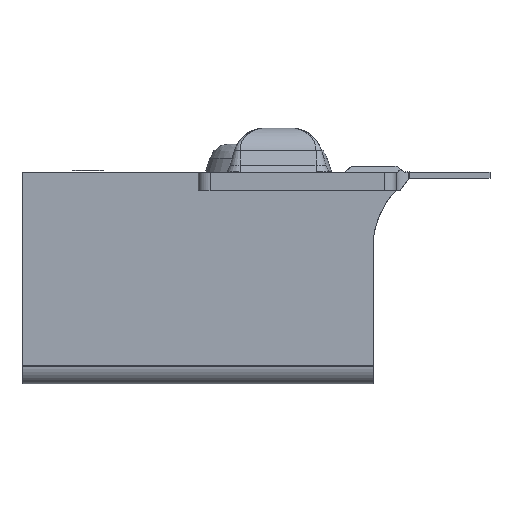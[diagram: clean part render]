
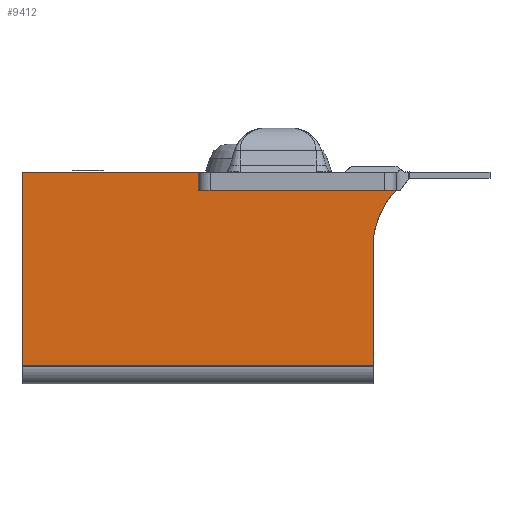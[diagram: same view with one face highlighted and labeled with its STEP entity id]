
A CAD part, left-side view. The second image highlights one B-rep face of the part: STEP entity #9412.
In plain terms, the highlighted planar face has unit normal (1, 0, 0).
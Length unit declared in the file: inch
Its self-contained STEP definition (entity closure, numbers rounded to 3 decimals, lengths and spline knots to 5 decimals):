
#793 = LINE ( 'NONE', #9525, #3108 ) ;
#1037 = VERTEX_POINT ( 'NONE', #14081 ) ;
#2184 = PLANE ( 'NONE',  #14190 ) ;
#2238 = DIRECTION ( 'NONE',  ( 1., 0., 0. ) ) ;
#2662 = ORIENTED_EDGE ( 'NONE', *, *, #14588, .T. ) ;
#3017 = CARTESIAN_POINT ( 'NONE',  ( -0.17922, 0.09557, -0.26667 ) ) ;
#3108 = VECTOR ( 'NONE', #13307, 39.37008 ) ;
#3144 = LINE ( 'NONE', #10783, #3180 ) ;
#3180 = VECTOR ( 'NONE', #12059, 39.37008 ) ;
#3329 = LINE ( 'NONE', #8162, #13251 ) ;
#4199 = CARTESIAN_POINT ( 'NONE',  ( -0.17922, 0.12345, -0.6702 ) ) ;
#4230 = CARTESIAN_POINT ( 'NONE',  ( -0.17922, 1.00145, -0.6702 ) ) ;
#4256 = CARTESIAN_POINT ( 'NONE',  ( -0.17922, 0.12112, -0.33178 ) ) ;
#4705 = CARTESIAN_POINT ( 'NONE',  ( -0.17922, 0.12345, -0.6702 ) ) ;
#4794 = ORIENTED_EDGE ( 'NONE', *, *, #14744, .T. ) ;
#4866 = ORIENTED_EDGE ( 'NONE', *, *, #15836, .T. ) ;
#5011 = VERTEX_POINT ( 'NONE', #9708 ) ;
#5902 = CARTESIAN_POINT ( 'NONE',  ( -0.17922, 1.00145, -0.1852 ) ) ;
#5909 = VERTEX_POINT ( 'NONE', #4230 ) ;
#6102 = B_SPLINE_CURVE_WITH_KNOTS ( 'NONE', 3,
 ( #9337, #13068, #3017, #11856, #4256, #13127 ),
 .UNSPECIFIED., .F., .F.,
 ( 4, 2, 4 ),
 ( 0., 0.5, 1. ),
 .UNSPECIFIED. ) ;
#6455 = FACE_OUTER_BOUND ( 'NONE', #14839, .T. ) ;
#6800 = VERTEX_POINT ( 'NONE', #4199 ) ;
#6907 = DIRECTION ( 'NONE',  ( 0., 0., 1. ) ) ;
#7063 = LINE ( 'NONE', #12204, #7156 ) ;
#7156 = VECTOR ( 'NONE', #11744, 39.37008 ) ;
#7422 = EDGE_CURVE ( 'NONE', #6800, #5909, #7063, .T. ) ;
#8106 = ORIENTED_EDGE ( 'NONE', *, *, #14611, .T. ) ;
#8162 = CARTESIAN_POINT ( 'NONE',  ( -0.17922, 1.00145, -0.6702 ) ) ;
#9337 = CARTESIAN_POINT ( 'NONE',  ( -0.17922, 0.06645, -0.23033 ) ) ;
#9399 = VERTEX_POINT ( 'NONE', #5902 ) ;
#9412 = ADVANCED_FACE ( 'NONE', ( #6455 ), #2184, .T. ) ;
#9525 = CARTESIAN_POINT ( 'NONE',  ( -0.17922, 0.06645, -0.1852 ) ) ;
#9708 = CARTESIAN_POINT ( 'NONE',  ( -0.17922, 0.12345, -0.3552 ) ) ;
#9783 = CARTESIAN_POINT ( 'NONE',  ( -0.17922, 0.06645, -0.6702 ) ) ;
#10783 = CARTESIAN_POINT ( 'NONE',  ( -0.17922, 0.06645, -0.6702 ) ) ;
#10957 = LINE ( 'NONE', #4705, #16226 ) ;
#11021 = DIRECTION ( 'NONE',  ( 0., 0., -1. ) ) ;
#11660 = CARTESIAN_POINT ( 'NONE',  ( -0.17922, 0.06645, -0.1852 ) ) ;
#11744 = DIRECTION ( 'NONE',  ( 0., 1., 0. ) ) ;
#11856 = CARTESIAN_POINT ( 'NONE',  ( -0.17922, 0.11508, -0.30939 ) ) ;
#12059 = DIRECTION ( 'NONE',  ( 0., 0., -1. ) ) ;
#12204 = CARTESIAN_POINT ( 'NONE',  ( -0.17922, 0.06645, -0.6702 ) ) ;
#12270 = EDGE_CURVE ( 'NONE', #16189, #1037, #3144, .T. ) ;
#13068 = CARTESIAN_POINT ( 'NONE',  ( -0.17922, 0.0826, -0.24741 ) ) ;
#13127 = CARTESIAN_POINT ( 'NONE',  ( -0.17922, 0.12345, -0.3552 ) ) ;
#13251 = VECTOR ( 'NONE', #6907, 39.37008 ) ;
#13307 = DIRECTION ( 'NONE',  ( 0., -1., 0. ) ) ;
#13579 = DIRECTION ( 'NONE',  ( 0., 0., -1. ) ) ;
#14081 = CARTESIAN_POINT ( 'NONE',  ( -0.17922, 0.06645, -0.23033 ) ) ;
#14190 = AXIS2_PLACEMENT_3D ( 'NONE', #9783, #2238, #11021 ) ;
#14588 = EDGE_CURVE ( 'NONE', #1037, #5011, #6102, .T. ) ;
#14611 = EDGE_CURVE ( 'NONE', #5909, #9399, #3329, .T. ) ;
#14744 = EDGE_CURVE ( 'NONE', #5011, #6800, #10957, .T. ) ;
#14839 = EDGE_LOOP ( 'NONE', ( #8106, #4866, #15739, #2662, #4794, #15850 ) ) ;
#15739 = ORIENTED_EDGE ( 'NONE', *, *, #12270, .T. ) ;
#15836 = EDGE_CURVE ( 'NONE', #9399, #16189, #793, .T. ) ;
#15850 = ORIENTED_EDGE ( 'NONE', *, *, #7422, .T. ) ;
#16189 = VERTEX_POINT ( 'NONE', #11660 ) ;
#16226 = VECTOR ( 'NONE', #13579, 39.37008 ) ;
